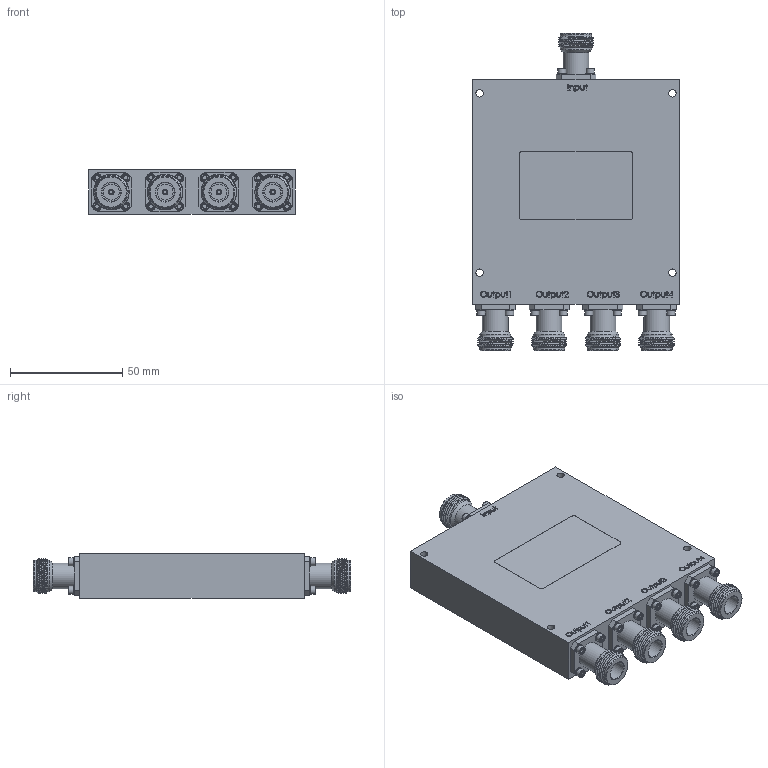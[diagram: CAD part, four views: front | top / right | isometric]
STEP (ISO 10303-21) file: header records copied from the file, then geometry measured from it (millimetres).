
FILE_DESCRIPTION (( 'STEP AP203' ), '1' );
FILE_NAME ('PE20DV1050-FMDV1050.step', '2020-01-21T15:13:51', ( '' ), ( '' ), 'SwSTEP 2.0', 'SolidWorks 2018', '' );
FILE_SCHEMA (( 'CONFIG_CONTROL_DESIGN' ));
Products named in the file (1): PE20DV1050-FMDV1050
Bounding box: 92 x 141.42 x 20.05 mm (x, y, z)
Volume: 197072.3 mm3; surface area: 38526 mm2
Topology: 6 solids, 6 shells, 1231 faces, 2930 edges, 1845 vertices
Faces by surface type: plane 661, cone 235, bspline 207, cylinder 128
Full cylindrical faces by diameter (mm): 1.524 x5, 2.54 x5, 3.302 x4, 3.658 x20, 3.856 x20, 7.112 x5, 8.382 x5, 11.431 x5, 13.971 x10
Entity records: 63907 total; most frequent: CARTESIAN_POINT 38494, ORIENTED_EDGE 5322, DIRECTION 4583, EDGE_CURVE 2661, VERTEX_POINT 1750, AXIS2_PLACEMENT_3D 1581, EDGE_LOOP 1527, VECTOR 1421
